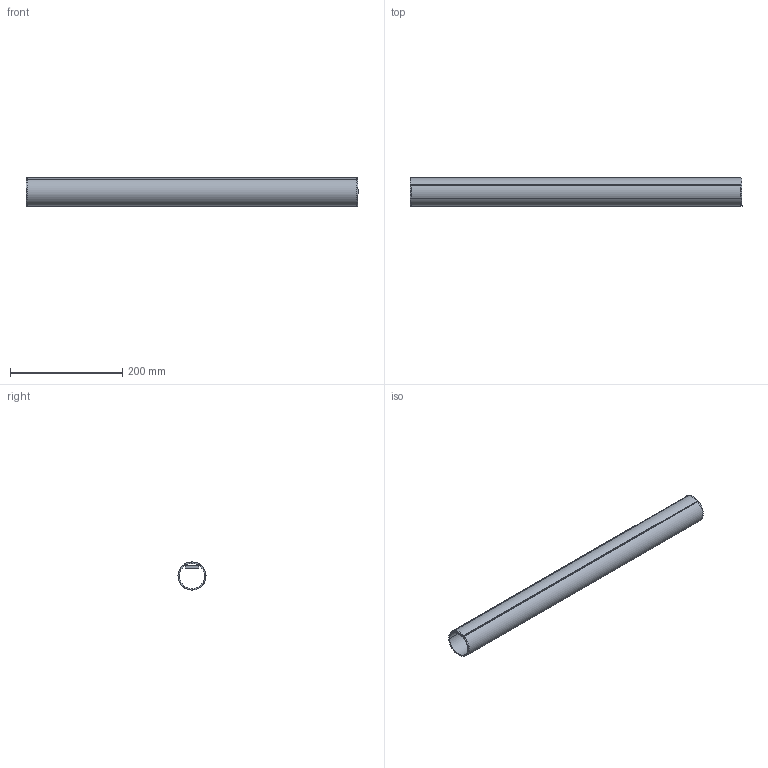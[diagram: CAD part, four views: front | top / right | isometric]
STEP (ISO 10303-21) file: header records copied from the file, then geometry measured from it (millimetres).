
FILE_DESCRIPTION(/* description */ (''),/* implementation_level */ '2;1');
FILE_NAME(/* name */ 'AoL-System-Suspension-Linear-600',/* time_stamp */ '2019-09-25T18:05:31+02:00',/* author */ (''),/* organization */ (''),/* preprocessor_version */ 'ST-DEVELOPER v15',/* originating_system */ '',/* authorisation */ '');
FILE_SCHEMA (('AUTOMOTIVE_DESIGN'));
Length unit declared in the file: millimetre
Products named in the file (1): Document
Bounding box: 592 x 49.99 x 49.98 mm (x, y, z)
Volume: 271770.9 mm3; surface area: 211822.8 mm2
Topology: 2 solids, 2 shells, 40 faces, 91 edges, 55 vertices
Faces by surface type: bspline 32, plane 8
Entity records: 1209 total; most frequent: CARTESIAN_POINT 676, ORIENTED_EDGE 182, EDGE_CURVE 91, VERTEX_POINT 55, EDGE_LOOP 42, ADVANCED_FACE 40, FACE_OUTER_BOUND 40, B_SPLINE_CURVE_WITH_KNOTS 12
